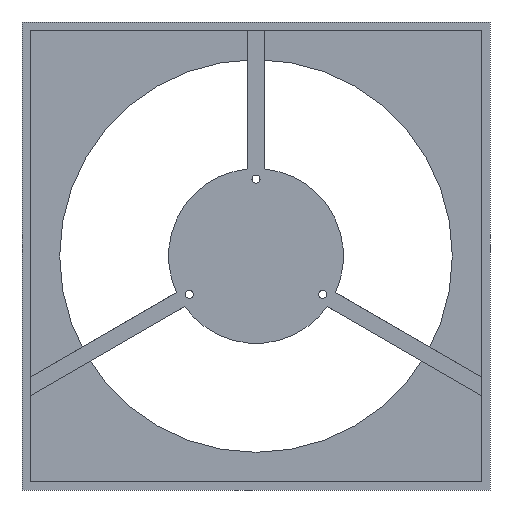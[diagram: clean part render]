
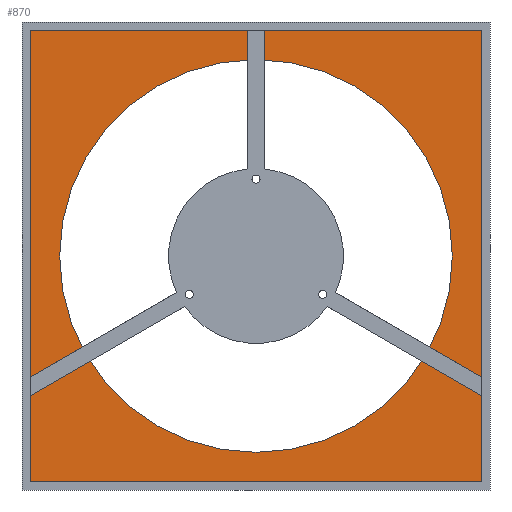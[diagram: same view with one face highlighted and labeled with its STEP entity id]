
A CAD part, front view. The second image highlights one B-rep face of the part: STEP entity #870.
In plain terms, the highlighted planar face has unit normal (0, -1, 0).
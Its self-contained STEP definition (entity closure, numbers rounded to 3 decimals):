
#31=CIRCLE('',#949,60.625);
#73=FACE_BOUND('',#160,.T.);
#100=FACE_OUTER_BOUND('',#159,.T.);
#159=EDGE_LOOP('',(#645,#646,#647,#648));
#160=EDGE_LOOP('',(#649));
#231=LINE('',#1336,#317);
#232=LINE('',#1338,#318);
#233=LINE('',#1340,#319);
#234=LINE('',#1341,#320);
#317=VECTOR('',#1088,10.);
#318=VECTOR('',#1089,10.);
#319=VECTOR('',#1090,10.);
#320=VECTOR('',#1091,10.);
#400=VERTEX_POINT('',#1334);
#401=VERTEX_POINT('',#1335);
#402=VERTEX_POINT('',#1337);
#403=VERTEX_POINT('',#1339);
#404=VERTEX_POINT('',#1342);
#490=EDGE_CURVE('',#400,#401,#231,.F.);
#491=EDGE_CURVE('',#402,#400,#232,.F.);
#492=EDGE_CURVE('',#403,#402,#233,.F.);
#493=EDGE_CURVE('',#401,#403,#234,.F.);
#494=EDGE_CURVE('',#404,#404,#31,.T.);
#645=ORIENTED_EDGE('',*,*,#490,.F.);
#646=ORIENTED_EDGE('',*,*,#491,.F.);
#647=ORIENTED_EDGE('',*,*,#492,.F.);
#648=ORIENTED_EDGE('',*,*,#493,.F.);
#649=ORIENTED_EDGE('',*,*,#494,.T.);
#827=PLANE('',#948);
#870=ADVANCED_FACE('',(#100,#73),#827,.F.);
#948=AXIS2_PLACEMENT_3D('',#1333,#1086,#1087);
#949=AXIS2_PLACEMENT_3D('',#1343,#1092,#1093);
#1086=DIRECTION('center_axis',(0.,1.,0.));
#1087=DIRECTION('ref_axis',(1.,0.,0.));
#1088=DIRECTION('',(0.,0.,-1.));
#1089=DIRECTION('',(1.,0.,0.));
#1090=DIRECTION('',(0.,0.,1.));
#1091=DIRECTION('',(-1.,0.,0.));
#1092=DIRECTION('center_axis',(0.,1.,0.));
#1093=DIRECTION('ref_axis',(1.,0.,0.));
#1333=CARTESIAN_POINT('Origin',(0.,-12.,0.));
#1334=CARTESIAN_POINT('',(-69.75,-12.,-69.75));
#1335=CARTESIAN_POINT('',(-69.75,-12.,69.75));
#1336=CARTESIAN_POINT('',(-69.75,-12.,-34.875));
#1337=CARTESIAN_POINT('',(69.75,-12.,-69.75));
#1338=CARTESIAN_POINT('',(34.875,-12.,-69.75));
#1339=CARTESIAN_POINT('',(69.75,-12.,69.75));
#1340=CARTESIAN_POINT('',(69.75,-12.,34.875));
#1341=CARTESIAN_POINT('',(-34.875,-12.,69.75));
#1342=CARTESIAN_POINT('',(-60.625,-12.,0.));
#1343=CARTESIAN_POINT('Origin',(0.,-12.,0.));
